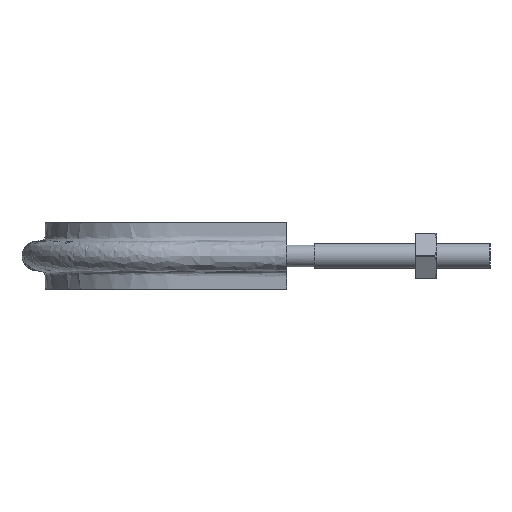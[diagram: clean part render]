
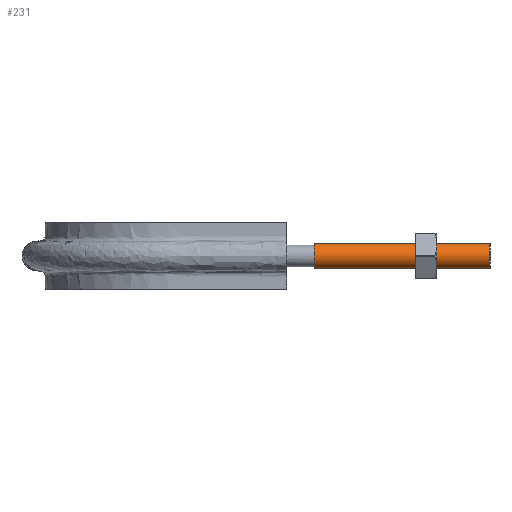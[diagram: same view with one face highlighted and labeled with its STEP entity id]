
A CAD part, left-side view. The second image highlights one B-rep face of the part: STEP entity #231.
In plain terms, the highlighted cylindrical face has radius 4.6 mm (diameter 9.2 mm), a full revolution.
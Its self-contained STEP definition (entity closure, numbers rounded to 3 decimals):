
#231 = ADVANCED_FACE( '', ( #325, #326 ), #327, .T. );
#325 = FACE_OUTER_BOUND( '', #656, .T. );
#326 = FACE_OUTER_BOUND( '', #657, .T. );
#327 = CYLINDRICAL_SURFACE( '', #658, 4.6 );
#656 = EDGE_LOOP( '', ( #1534 ) );
#657 = EDGE_LOOP( '', ( #1535 ) );
#658 = AXIS2_PLACEMENT_3D( '', #1536, #1537, #1538 );
#1534 = ORIENTED_EDGE( '', *, *, #2023, .T. );
#1535 = ORIENTED_EDGE( '', *, *, #2024, .F. );
#1536 = CARTESIAN_POINT( '', ( -50.5, 66., 0. ) );
#1537 = DIRECTION( '', ( 0., 1., 0. ) );
#1538 = DIRECTION( '', ( 1., 0., 0. ) );
#2023 = EDGE_CURVE( '', #2193, #2193, #2194, .T. );
#2024 = EDGE_CURVE( '', #2195, #2195, #2196, .T. );
#2193 = VERTEX_POINT( '', #2485 );
#2194 = CIRCLE( '', #2486, 4.6 );
#2195 = VERTEX_POINT( '', #2487 );
#2196 = CIRCLE( '', #2488, 4.6 );
#2485 = CARTESIAN_POINT( '', ( -45.9, 66., 0. ) );
#2486 = AXIS2_PLACEMENT_3D( '', #3123, #3124, #3125 );
#2487 = CARTESIAN_POINT( '', ( -45.9, 0., 0. ) );
#2488 = AXIS2_PLACEMENT_3D( '', #3126, #3127, #3128 );
#3123 = CARTESIAN_POINT( '', ( -50.5, 66., 0. ) );
#3124 = DIRECTION( '', ( 0., -1., 0. ) );
#3125 = DIRECTION( '', ( 1., 0., 0. ) );
#3126 = CARTESIAN_POINT( '', ( -50.5, 0., 0. ) );
#3127 = DIRECTION( '', ( 0., -1., 0. ) );
#3128 = DIRECTION( '', ( 1., 0., 0. ) );
